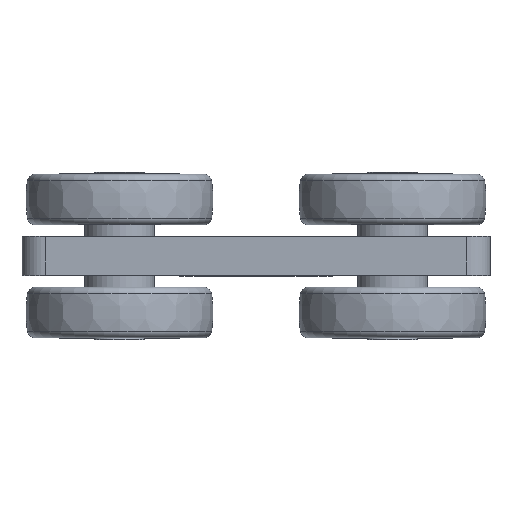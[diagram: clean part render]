
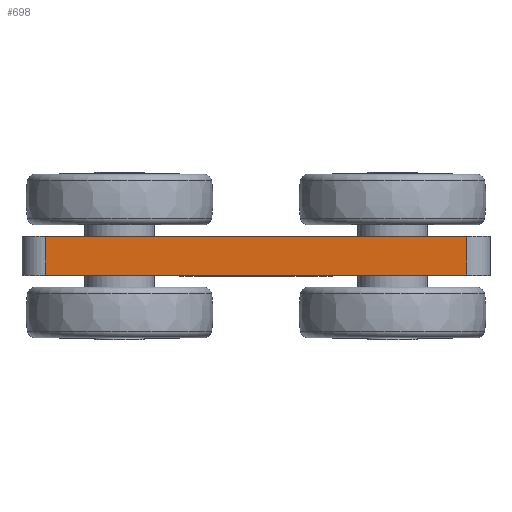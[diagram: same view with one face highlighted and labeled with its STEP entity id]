
A CAD part, top view. The second image highlights one B-rep face of the part: STEP entity #698.
In plain terms, the highlighted planar face has unit normal (0, 0, 1).
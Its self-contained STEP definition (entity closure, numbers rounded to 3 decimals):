
#698=ADVANCED_FACE('',(#1354),#1355,.T.);
#1354=FACE_OUTER_BOUND('',#2256,.T.);
#1355=PLANE('',#2257);
#2256=EDGE_LOOP('',(#3346,#3347,#3348,#3349));
#2257=AXIS2_PLACEMENT_3D('',#3350,#3351,#3352);
#3346=ORIENTED_EDGE('',*,*,#4587,.T.);
#3347=ORIENTED_EDGE('',*,*,#4588,.F.);
#3348=ORIENTED_EDGE('',*,*,#4589,.T.);
#3349=ORIENTED_EDGE('',*,*,#4590,.T.);
#3350=CARTESIAN_POINT('',(-274.74,785.778,3.681));
#3351=DIRECTION('',(0.,0.,1.));
#3352=DIRECTION('',(1.,0.,0.));
#4587=EDGE_CURVE('',#5189,#5190,#5191,.T.);
#4588=EDGE_CURVE('',#5192,#5190,#5193,.T.);
#4589=EDGE_CURVE('',#5192,#5194,#5195,.T.);
#4590=EDGE_CURVE('',#5194,#5189,#5196,.T.);
#5189=VERTEX_POINT('',#6971);
#5190=VERTEX_POINT('',#6972);
#5191=LINE('',#6973,#6974);
#5192=VERTEX_POINT('',#6975);
#5193=LINE('',#6976,#6977);
#5194=VERTEX_POINT('',#6978);
#5195=LINE('',#6979,#6980);
#5196=LINE('',#6981,#6982);
#6971=CARTESIAN_POINT('',(-382.74,785.778,3.681));
#6972=CARTESIAN_POINT('',(-274.74,785.778,3.681));
#6973=CARTESIAN_POINT('',(-328.576,785.778,3.681));
#6974=VECTOR('',#8593,1.);
#6975=CARTESIAN_POINT('',(-274.74,795.778,3.681));
#6976=CARTESIAN_POINT('',(-274.74,785.778,3.681));
#6977=VECTOR('',#8594,1.);
#6978=CARTESIAN_POINT('',(-382.74,795.778,3.681));
#6979=CARTESIAN_POINT('',(-274.74,795.778,3.681));
#6980=VECTOR('',#8595,1.);
#6981=CARTESIAN_POINT('',(-382.74,785.778,3.681));
#6982=VECTOR('',#8596,1.);
#8593=DIRECTION('',(1.,0.,0.));
#8594=DIRECTION('',(0.,-1.,0.));
#8595=DIRECTION('',(-1.,0.,0.));
#8596=DIRECTION('',(0.,-1.,0.));
